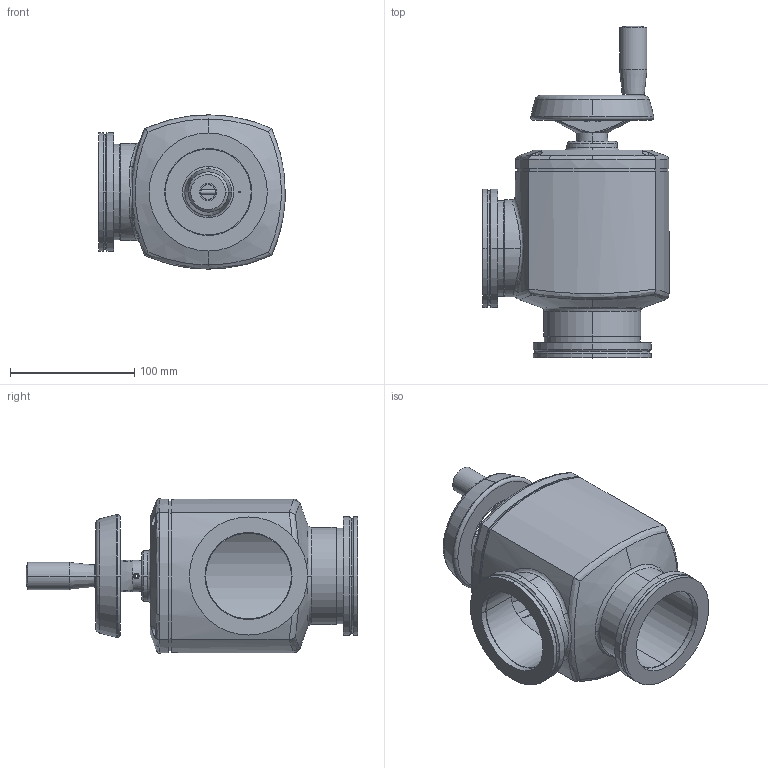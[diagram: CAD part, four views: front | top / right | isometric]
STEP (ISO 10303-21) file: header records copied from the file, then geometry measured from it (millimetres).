
FILE_DESCRIPTION((''),'2;1');
FILE_NAME('PFB12031.stp','2004-06-24T10:22:17',('KAA'),(''),'Autodesk Inventor (R) 6.0','Autodesk Inventor (R) 6.0','');
FILE_SCHEMA(('AUTOMOTIVE_DESIGN { 1 0 10303 214 1 1 1 1 }'));
Length unit declared in the file: millimetre
Products named in the file (1): PFB12031
Bounding box: 149.9 x 266.85 x 124 mm (x, y, z)
Volume: 781077.5 mm3; surface area: 208194.4 mm2
Topology: 11 solids, 11 shells, 375 faces, 922 edges, 576 vertices
Faces by surface type: plane 100, cylinder 98, bspline 95, cone 52, torus 28, sphere 2
Entity records: 26222 total; most frequent: CARTESIAN_POINT 17676, ORIENTED_EDGE 1812, DIRECTION 1775, EDGE_CURVE 906, AXIS2_PLACEMENT_3D 757, VERTEX_POINT 576, CIRCLE 468, EDGE_LOOP 420
